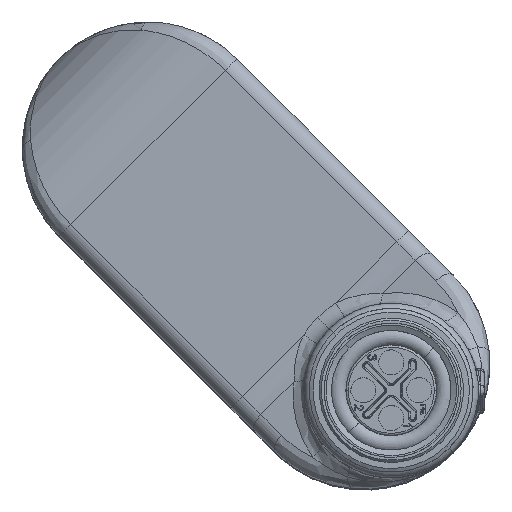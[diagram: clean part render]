
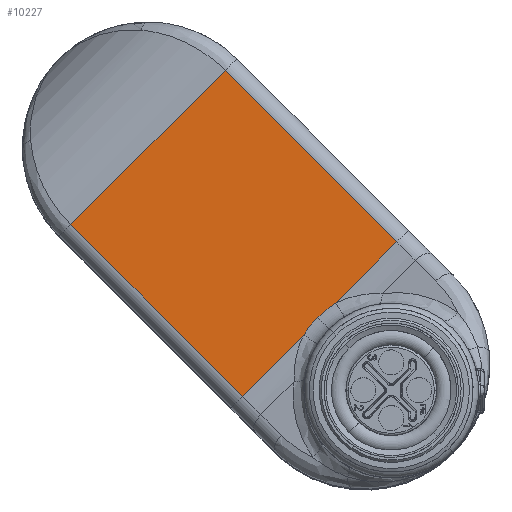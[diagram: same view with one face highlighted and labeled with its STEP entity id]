
A CAD part, top view. The second image highlights one B-rep face of the part: STEP entity #10227.
In plain terms, the highlighted planar face has unit normal (0, 0, 1).
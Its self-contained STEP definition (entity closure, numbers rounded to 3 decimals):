
#10192=AXIS2_PLACEMENT_3D('Plane Axis2P3D',#10189,#10190,#10191) ;
#10196=AXIS2_PLACEMENT_3D('Circle Axis2P3D',#10194,#10195,$) ;
#10203=AXIS2_PLACEMENT_3D('Circle Axis2P3D',#10201,#10202,$) ;
#8504=CARTESIAN_POINT('Vertex',(20.147,8.51,73.95)) ;
#8524=CARTESIAN_POINT('Line Origine',(-3.703,32.36,73.95)) ;
#8528=CARTESIAN_POINT('Vertex',(4.429,24.228,73.95)) ;
#8946=CARTESIAN_POINT('Vertex',(34.289,22.652,73.95)) ;
#8953=CARTESIAN_POINT('Vertex',(18.571,38.37,73.95)) ;
#8956=CARTESIAN_POINT('Line Origine',(28.471,28.471,73.95)) ;
#10173=CARTESIAN_POINT('Vertex',(25.753,14.116,73.95)) ;
#10176=CARTESIAN_POINT('Line Origine',(35.35,23.713,73.95)) ;
#10189=CARTESIAN_POINT('Axis2P3D Location',(11.5,47.562,73.95)) ;
#10194=CARTESIAN_POINT('Axis2P3D Location',(33.774,9.025,73.95)) ;
#10198=CARTESIAN_POINT('Vertex',(27.056,15.743,73.95)) ;
#10201=CARTESIAN_POINT('Axis2P3D Location',(33.774,9.025,73.95)) ;
#10205=CARTESIAN_POINT('Vertex',(28.682,17.046,73.95)) ;
#10208=CARTESIAN_POINT('Line Origine',(31.486,19.849,73.95)) ;
#10213=CARTESIAN_POINT('Line Origine',(11.5,31.299,73.95)) ;
#8525=DIRECTION('Vector Direction',(0.707,-0.707,0.)) ;
#8957=DIRECTION('Vector Direction',(-0.707,0.707,0.)) ;
#10177=DIRECTION('Vector Direction',(-0.707,-0.707,0.)) ;
#10190=DIRECTION('Axis2P3D Direction',(0.,0.,-1.)) ;
#10191=DIRECTION('Axis2P3D XDirection',(0.707,-0.707,0.)) ;
#10195=DIRECTION('Axis2P3D Direction',(0.,0.,-1.)) ;
#10202=DIRECTION('Axis2P3D Direction',(0.,0.,-1.)) ;
#10209=DIRECTION('Vector Direction',(0.707,0.707,0.)) ;
#10214=DIRECTION('Vector Direction',(-0.707,-0.707,0.)) ;
#8526=VECTOR('Line Direction',#8525,1.) ;
#8958=VECTOR('Line Direction',#8957,1.) ;
#10178=VECTOR('Line Direction',#10177,1.) ;
#10210=VECTOR('Line Direction',#10209,1.) ;
#10215=VECTOR('Line Direction',#10214,1.) ;
#10219=ORIENTED_EDGE('',*,*,#10180,.T.) ;
#10220=ORIENTED_EDGE('',*,*,#10200,.T.) ;
#10221=ORIENTED_EDGE('',*,*,#10207,.T.) ;
#10222=ORIENTED_EDGE('',*,*,#10212,.T.) ;
#10223=ORIENTED_EDGE('',*,*,#8960,.T.) ;
#10224=ORIENTED_EDGE('',*,*,#10217,.T.) ;
#10225=ORIENTED_EDGE('',*,*,#8530,.T.) ;
#10227=ADVANCED_FACE('Hauptkoerper',(#10226),#10193,.F.) ;
#10197=CIRCLE('generated circle',#10196,9.5) ;
#10204=CIRCLE('generated circle',#10203,9.5) ;
#8530=EDGE_CURVE('',#8529,#8505,#8527,.T.) ;
#8960=EDGE_CURVE('',#8947,#8954,#8959,.T.) ;
#10180=EDGE_CURVE('',#8505,#10174,#10179,.F.) ;
#10200=EDGE_CURVE('',#10174,#10199,#10197,.T.) ;
#10207=EDGE_CURVE('',#10199,#10206,#10204,.T.) ;
#10212=EDGE_CURVE('',#10206,#8947,#10211,.T.) ;
#10217=EDGE_CURVE('',#8954,#8529,#10216,.T.) ;
#10218=EDGE_LOOP('',(#10219,#10220,#10221,#10222,#10223,#10224,#10225)) ;
#10226=FACE_OUTER_BOUND('',#10218,.T.) ;
#8527=LINE('Line',#8524,#8526) ;
#8959=LINE('Line',#8956,#8958) ;
#10179=LINE('Line',#10176,#10178) ;
#10211=LINE('Line',#10208,#10210) ;
#10216=LINE('Line',#10213,#10215) ;
#10193=PLANE('',#10192) ;
#8505=VERTEX_POINT('',#8504) ;
#8529=VERTEX_POINT('',#8528) ;
#8947=VERTEX_POINT('',#8946) ;
#8954=VERTEX_POINT('',#8953) ;
#10174=VERTEX_POINT('',#10173) ;
#10199=VERTEX_POINT('',#10198) ;
#10206=VERTEX_POINT('',#10205) ;
